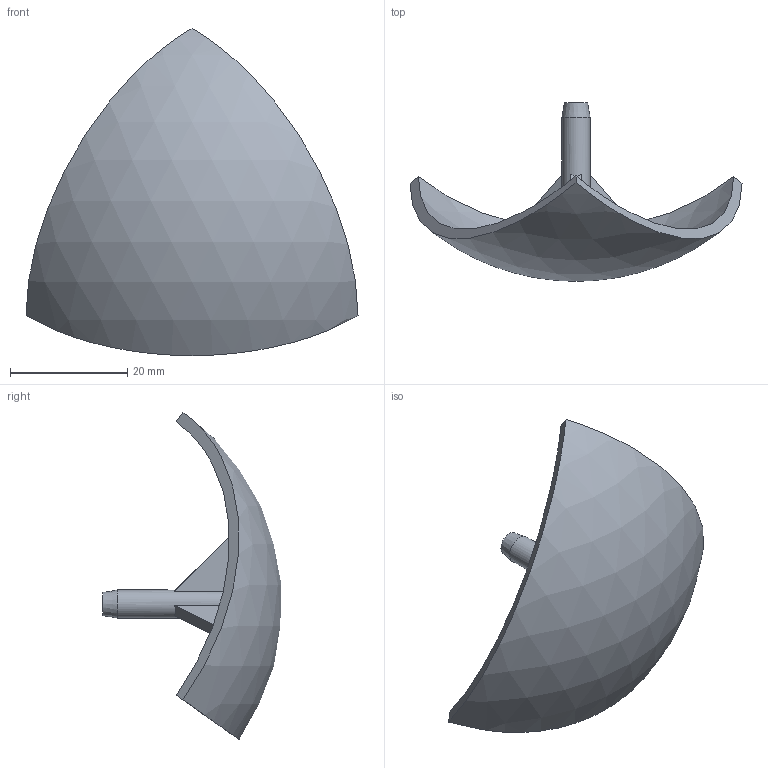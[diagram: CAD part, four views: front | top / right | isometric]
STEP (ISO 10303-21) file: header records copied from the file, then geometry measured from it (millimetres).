
FILE_DESCRIPTION((''),'2;1');
FILE_NAME('SZ0076S-A.stp','2013-08-20T10:26:42',('janine behrens'),(''),'Autodesk Inventor 2012','Autodesk Inventor 2012','');
FILE_SCHEMA(('AUTOMOTIVE_DESIGN { 1 0 10303 214 1 1 1 1 }'));
Length unit declared in the file: millimetre
Products named in the file (1): SZ0076S-A
Bounding box: 56.57 x 30.46 x 55.75 mm (x, y, z)
Volume: 5903.4 mm3; surface area: 6258.2 mm2
Topology: 1 solids, 1 shells, 22 faces, 53 edges, 35 vertices
Faces by surface type: plane 17, cylinder 2, sphere 2, cone 1
Full cylindrical faces by diameter (mm): 2.5 x1, 4.8 x1
Entity records: 656 total; most frequent: DIRECTION 120, CARTESIAN_POINT 106, ORIENTED_EDGE 98, EDGE_CURVE 49, AXIS2_PLACEMENT_3D 48, VERTEX_POINT 34, EDGE_LOOP 27, VECTOR 24
